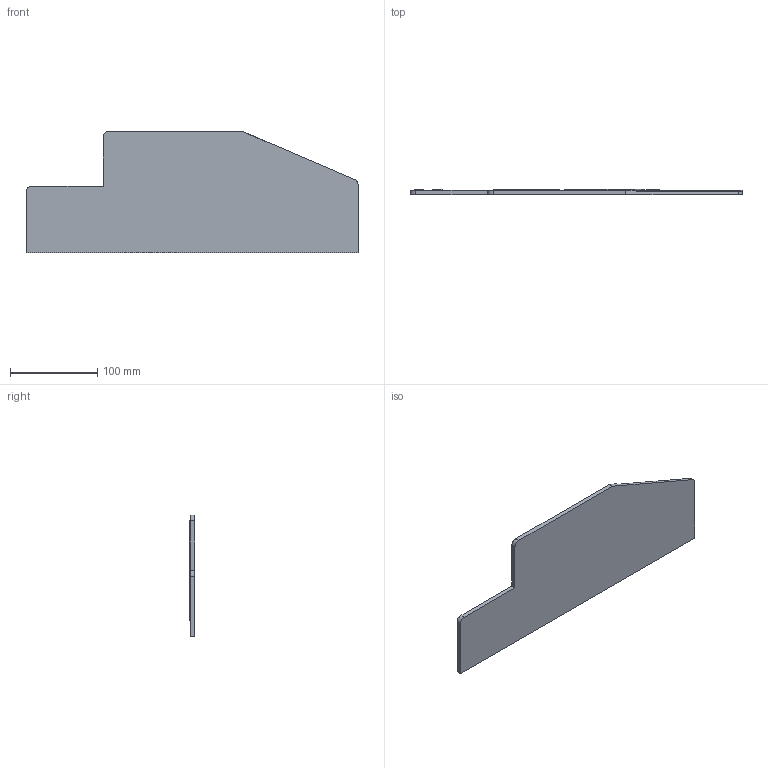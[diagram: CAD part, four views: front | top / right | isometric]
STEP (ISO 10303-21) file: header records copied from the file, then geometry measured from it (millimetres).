
FILE_DESCRIPTION (( 'STEP AP214' ), '1' );
FILE_NAME ('right_side_tank_jammer_sum24.STEP', '2024-09-17T15:20:44', ( '' ), ( '' ), 'SwSTEP 2.0', 'SolidWorks 2024', '' );
FILE_SCHEMA (( 'AUTOMOTIVE_DESIGN' ));
Length unit declared in the file: inch
Products named in the file (1): right_side_tank_jammer_sum24
Bounding box: 381 x 6.35 x 139.7 mm (x, y, z)
Volume: 213010.8 mm3; surface area: 96738.1 mm2
Topology: 1 solids, 1 shells, 149 faces, 375 edges, 250 vertices
Faces by surface type: plane 91, cylinder 54, bspline 4
Entity records: 4899 total; most frequent: CARTESIAN_POINT 1204, DIRECTION 767, ORIENTED_EDGE 750, EDGE_CURVE 375, LINE 259, VECTOR 259, AXIS2_PLACEMENT_3D 254, VERTEX_POINT 250
